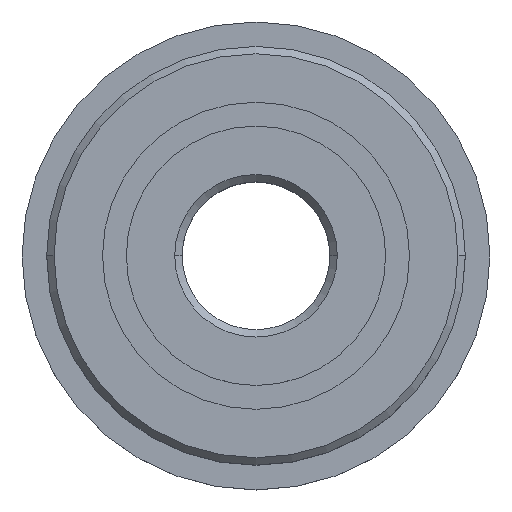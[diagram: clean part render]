
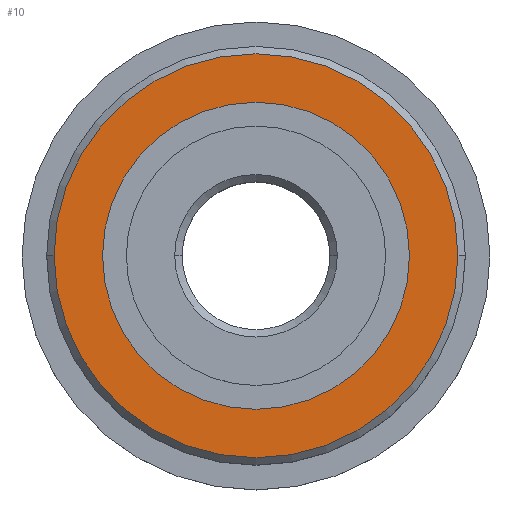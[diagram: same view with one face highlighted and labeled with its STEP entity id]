
A CAD part, top view. The second image highlights one B-rep face of the part: STEP entity #10.
In plain terms, the highlighted planar face has unit normal (0, 0, 1).
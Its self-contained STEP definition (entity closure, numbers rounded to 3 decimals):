
#2 = DIRECTION ( 'NONE',  ( 1., 0., 0. ) ) ;
#10 = ADVANCED_FACE ( 'NONE', ( #125, #422 ), #107, .F. ) ;
#21 = DIRECTION ( 'NONE',  ( -1., 0., 0. ) ) ;
#81 = DIRECTION ( 'NONE',  ( 1., 0., 0. ) ) ;
#107 = PLANE ( 'NONE',  #561 ) ;
#125 = FACE_BOUND ( 'NONE', #400, .T. ) ;
#127 = AXIS2_PLACEMENT_3D ( 'NONE', #618, #742, #193 ) ;
#131 = ORIENTED_EDGE ( 'NONE', *, *, #370, .F. ) ;
#171 = EDGE_CURVE ( 'NONE', #984, #1143, #1719, .T. ) ;
#193 = DIRECTION ( 'NONE',  ( 1., 0., 0. ) ) ;
#197 = ORIENTED_EDGE ( 'NONE', *, *, #1647, .T. ) ;
#276 = CARTESIAN_POINT ( 'NONE',  ( 0., 8.2, 3. ) ) ;
#293 = EDGE_LOOP ( 'NONE', ( #197, #917 ) ) ;
#370 = EDGE_CURVE ( 'NONE', #627, #1274, #921, .T. ) ;
#400 = EDGE_LOOP ( 'NONE', ( #1530, #131 ) ) ;
#416 = CIRCLE ( 'NONE', #641, 6.234 ) ;
#422 = FACE_OUTER_BOUND ( 'NONE', #293, .T. ) ;
#438 = CARTESIAN_POINT ( 'NONE',  ( 8.2, 0., 3. ) ) ;
#556 = AXIS2_PLACEMENT_3D ( 'NONE', #1629, #701, #1357 ) ;
#561 = AXIS2_PLACEMENT_3D ( 'NONE', #276, #1238, #21 ) ;
#618 = CARTESIAN_POINT ( 'NONE',  ( 0., 0., 3. ) ) ;
#627 = VERTEX_POINT ( 'NONE', #1439 ) ;
#641 = AXIS2_PLACEMENT_3D ( 'NONE', #758, #1011, #81 ) ;
#701 = DIRECTION ( 'NONE',  ( 0., 0., 1. ) ) ;
#742 = DIRECTION ( 'NONE',  ( 0., 0., 1. ) ) ;
#753 = CIRCLE ( 'NONE', #556, 8.2 ) ;
#758 = CARTESIAN_POINT ( 'NONE',  ( 0., 0., 3. ) ) ;
#804 = AXIS2_PLACEMENT_3D ( 'NONE', #1324, #820, #2 ) ;
#820 = DIRECTION ( 'NONE',  ( 0., 0., 1. ) ) ;
#917 = ORIENTED_EDGE ( 'NONE', *, *, #171, .T. ) ;
#921 = CIRCLE ( 'NONE', #804, 6.234 ) ;
#945 = CARTESIAN_POINT ( 'NONE',  ( -8.2, 0., 3. ) ) ;
#984 = VERTEX_POINT ( 'NONE', #438 ) ;
#1011 = DIRECTION ( 'NONE',  ( 0., 0., 1. ) ) ;
#1143 = VERTEX_POINT ( 'NONE', #945 ) ;
#1238 = DIRECTION ( 'NONE',  ( 0., 0., -1. ) ) ;
#1274 = VERTEX_POINT ( 'NONE', #1387 ) ;
#1324 = CARTESIAN_POINT ( 'NONE',  ( 0., 0., 3. ) ) ;
#1357 = DIRECTION ( 'NONE',  ( 1., 0., 0. ) ) ;
#1387 = CARTESIAN_POINT ( 'NONE',  ( 6.234, 0., 3. ) ) ;
#1439 = CARTESIAN_POINT ( 'NONE',  ( -6.234, 0., 3. ) ) ;
#1530 = ORIENTED_EDGE ( 'NONE', *, *, #1725, .F. ) ;
#1629 = CARTESIAN_POINT ( 'NONE',  ( 0., 0., 3. ) ) ;
#1647 = EDGE_CURVE ( 'NONE', #1143, #984, #753, .T. ) ;
#1719 = CIRCLE ( 'NONE', #127, 8.2 ) ;
#1725 = EDGE_CURVE ( 'NONE', #1274, #627, #416, .T. ) ;
